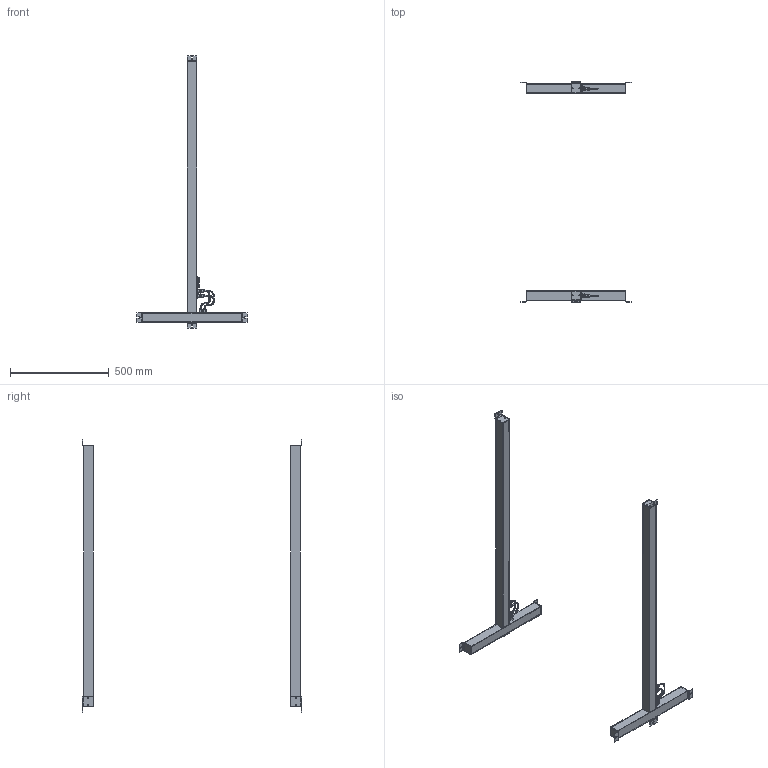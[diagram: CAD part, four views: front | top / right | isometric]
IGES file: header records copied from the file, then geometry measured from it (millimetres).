
Start section: START RECORD GO HERE.
Global section: file name: 8000-400-48-W-T.igs; native system: IBM CATIA IGES - CATIA Version 5 Release 18 ; preprocessor: CATIA Version 5 Release 18 ; author: barry1; organization: barry1-PC; date: 20130711.194537; units: millimetre
Bounding box: 562 x 1114 x 1384 mm (x, y, z)
Surface area: 1542838.1 mm2 (no closed solid volume)
Topology: 0 solids, 0 shells, 767 faces, 3538 edges, 3538 vertices
Faces by surface type: revolution 402, plane 365
